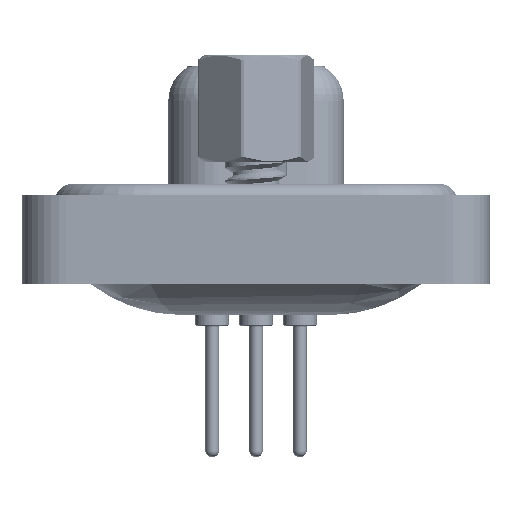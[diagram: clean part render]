
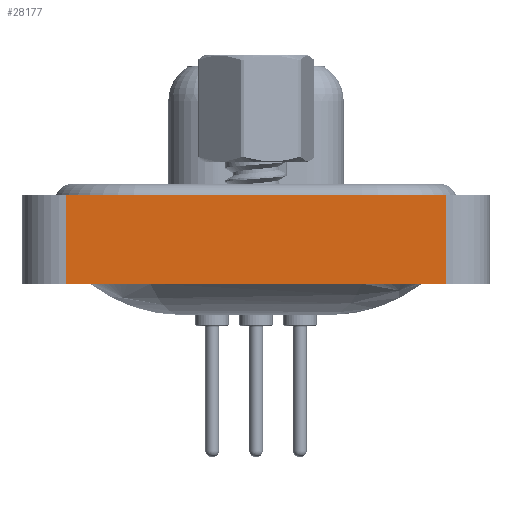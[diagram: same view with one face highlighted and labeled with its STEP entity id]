
A CAD part, left-side view. The second image highlights one B-rep face of the part: STEP entity #28177.
In plain terms, the highlighted planar face has unit normal (-1, 0, 0).
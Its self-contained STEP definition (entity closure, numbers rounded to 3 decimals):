
#1121 = LINE ( 'NONE', #10607, #7240 ) ;
#2184 = EDGE_LOOP ( 'NONE', ( #3205, #36107, #25003, #13609 ) ) ;
#2294 = CARTESIAN_POINT ( 'NONE',  ( -7.35, 8.55, -3.6 ) ) ;
#2302 = EDGE_CURVE ( 'NONE', #18059, #19619, #1121, .T. ) ;
#3205 = ORIENTED_EDGE ( 'NONE', *, *, #2302, .T. ) ;
#5209 = VERTEX_POINT ( 'NONE', #2294 ) ;
#5266 = CARTESIAN_POINT ( 'NONE',  ( -7.35, 8.55, -3.6 ) ) ;
#5912 = DIRECTION ( 'NONE',  ( 0., 0., 1. ) ) ;
#6114 = CARTESIAN_POINT ( 'NONE',  ( -7.35, -8.55, -3.6 ) ) ;
#6312 = CARTESIAN_POINT ( 'NONE',  ( -7.35, 8.55, 0.4 ) ) ;
#6800 = EDGE_CURVE ( 'NONE', #5209, #28260, #8222, .T. ) ;
#7240 = VECTOR ( 'NONE', #22656, 1000. ) ;
#8222 = LINE ( 'NONE', #5266, #18823 ) ;
#8286 = FACE_OUTER_BOUND ( 'NONE', #2184, .T. ) ;
#9635 = VECTOR ( 'NONE', #33618, 1000. ) ;
#10607 = CARTESIAN_POINT ( 'NONE',  ( -7.35, -8.55, -3.6 ) ) ;
#13600 = EDGE_CURVE ( 'NONE', #28260, #19619, #37487, .T. ) ;
#13609 = ORIENTED_EDGE ( 'NONE', *, *, #33354, .T. ) ;
#15002 = AXIS2_PLACEMENT_3D ( 'NONE', #6114, #30050, #5912 ) ;
#17336 = DIRECTION ( 'NONE',  ( 0., 0., 1. ) ) ;
#18059 = VERTEX_POINT ( 'NONE', #26428 ) ;
#18823 = VECTOR ( 'NONE', #17336, 1000. ) ;
#19619 = VERTEX_POINT ( 'NONE', #21203 ) ;
#21203 = CARTESIAN_POINT ( 'NONE',  ( -7.35, -8.55, 0.4 ) ) ;
#22656 = DIRECTION ( 'NONE',  ( 0., 0., 1. ) ) ;
#24235 = CARTESIAN_POINT ( 'NONE',  ( -7.35, -8.55, -3.6 ) ) ;
#25003 = ORIENTED_EDGE ( 'NONE', *, *, #6800, .F. ) ;
#25825 = CARTESIAN_POINT ( 'NONE',  ( -7.35, -8.55, 0.4 ) ) ;
#26428 = CARTESIAN_POINT ( 'NONE',  ( -7.35, -8.55, -3.6 ) ) ;
#27000 = DIRECTION ( 'NONE',  ( 0., -1., 0. ) ) ;
#28177 = ADVANCED_FACE ( 'NONE', ( #8286 ), #36346, .T. ) ;
#28260 = VERTEX_POINT ( 'NONE', #6312 ) ;
#30050 = DIRECTION ( 'NONE',  ( -1., 0., 0. ) ) ;
#30194 = LINE ( 'NONE', #24235, #31337 ) ;
#31337 = VECTOR ( 'NONE', #27000, 1000. ) ;
#33354 = EDGE_CURVE ( 'NONE', #5209, #18059, #30194, .T. ) ;
#33618 = DIRECTION ( 'NONE',  ( 0., -1., 0. ) ) ;
#36107 = ORIENTED_EDGE ( 'NONE', *, *, #13600, .F. ) ;
#36346 = PLANE ( 'NONE',  #15002 ) ;
#37487 = LINE ( 'NONE', #25825, #9635 ) ;
